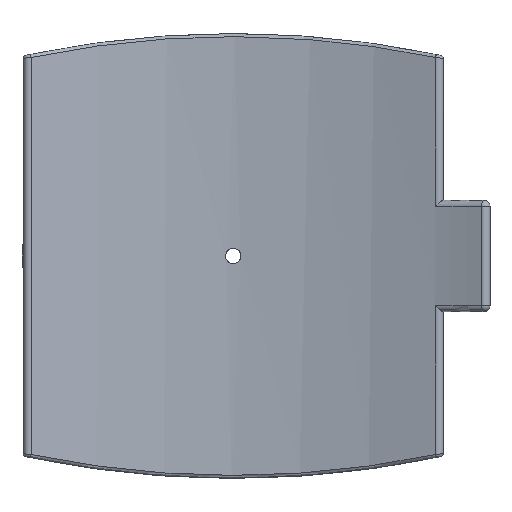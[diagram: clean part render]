
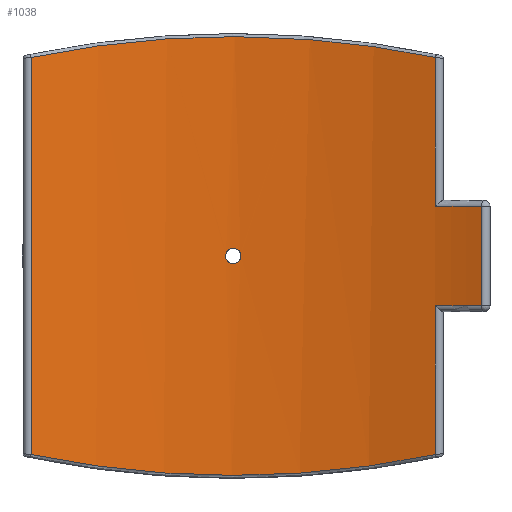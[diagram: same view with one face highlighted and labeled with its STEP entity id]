
A CAD part, front view. The second image highlights one B-rep face of the part: STEP entity #1038.
In plain terms, the highlighted cylindrical face has radius 400 mm (diameter 800 mm), a partial arc.
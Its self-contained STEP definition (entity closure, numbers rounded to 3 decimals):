
#71=CIRCLE('',#1122,400.);
#72=CIRCLE('',#1123,400.);
#140=LINE('',#2367,#170);
#141=LINE('',#2369,#171);
#142=LINE('',#2373,#172);
#143=LINE('',#2376,#173);
#170=VECTOR('',#1303,267.885);
#171=VECTOR('',#1304,100.442);
#172=VECTOR('',#1307,67.);
#173=VECTOR('',#1310,100.442);
#189=FACE_BOUND('',#336,.T.);
#256=FACE_OUTER_BOUND('',#335,.T.);
#335=EDGE_LOOP('',(#800,#801,#802,#803,#804,#805,#806,#807));
#336=EDGE_LOOP('',(#808));
#444=B_SPLINE_CURVE_WITH_KNOTS('',3,(#1929,#1930,#1931,#1932,#1933,#1934,
#1935),.UNSPECIFIED.,.F.,.F.,(4,1,1,1,4),(-28.16,-20.114,
-16.091,-8.046,0.),.UNSPECIFIED.);
#459=B_SPLINE_CURVE_WITH_KNOTS('',3,(#2304,#2305,#2306,#2307,#2308,#2309,
#2310),.UNSPECIFIED.,.F.,.F.,(4,1,1,1,4),(-28.16,-20.114,
-12.068,-8.046,0.),.UNSPECIFIED.);
#463=B_SPLINE_CURVE_WITH_KNOTS('',3,(#2378,#2379,#2380,#2381,#2382,#2383,
#2384,#2385,#2386,#2387,#2388,#2389,#2390,#2391,#2392,#2393,#2394,#2395,
#2396,#2397,#2398,#2399,#2400,#2401,#2402,#2403,#2404,#2405,#2406,#2407,
#2408,#2409,#2410,#2411),.UNSPECIFIED.,.T.,.F.,(4,2,2,2,2,2,2,2,2,2,2,2,
2,2,2,2,4),(0.,0.196,0.392,0.588,0.784,
0.979,1.175,1.371,1.567,1.763,
1.959,2.155,2.351,2.546,2.742,
2.938,3.134),.UNSPECIFIED.);
#488=VERTEX_POINT('',#1877);
#490=VERTEX_POINT('',#1927);
#506=VERTEX_POINT('',#2252);
#508=VERTEX_POINT('',#2302);
#511=VERTEX_POINT('',#2368);
#512=VERTEX_POINT('',#2370);
#513=VERTEX_POINT('',#2372);
#514=VERTEX_POINT('',#2374);
#515=VERTEX_POINT('',#2377);
#589=EDGE_CURVE('',#490,#488,#444,.T.);
#621=EDGE_CURVE('',#508,#506,#459,.T.);
#628=EDGE_CURVE('',#506,#490,#140,.T.);
#629=EDGE_CURVE('',#511,#508,#141,.T.);
#630=EDGE_CURVE('',#512,#511,#71,.T.);
#631=EDGE_CURVE('',#513,#512,#142,.T.);
#632=EDGE_CURVE('',#514,#513,#72,.T.);
#633=EDGE_CURVE('',#488,#514,#143,.T.);
#634=EDGE_CURVE('',#515,#515,#463,.T.);
#800=ORIENTED_EDGE('',*,*,#589,.F.);
#801=ORIENTED_EDGE('',*,*,#628,.F.);
#802=ORIENTED_EDGE('',*,*,#621,.F.);
#803=ORIENTED_EDGE('',*,*,#629,.F.);
#804=ORIENTED_EDGE('',*,*,#630,.F.);
#805=ORIENTED_EDGE('',*,*,#631,.F.);
#806=ORIENTED_EDGE('',*,*,#632,.F.);
#807=ORIENTED_EDGE('',*,*,#633,.F.);
#808=ORIENTED_EDGE('',*,*,#634,.T.);
#988=CYLINDRICAL_SURFACE('',#1121,400.);
#1038=ADVANCED_FACE('',(#256,#189),#988,.F.);
#1121=AXIS2_PLACEMENT_3D('',#2366,#1301,#1302);
#1122=AXIS2_PLACEMENT_3D('',#2371,#1305,#1306);
#1123=AXIS2_PLACEMENT_3D('',#2375,#1308,#1309);
#1301=DIRECTION('center_axis',(0.,0.,1.));
#1302=DIRECTION('ref_axis',(-1.,0.,0.));
#1303=DIRECTION('',(0.,0.,1.));
#1304=DIRECTION('',(0.,0.,-1.));
#1305=DIRECTION('center_axis',(0.,0.,1.));
#1306=DIRECTION('ref_axis',(0.394,0.919,0.));
#1307=DIRECTION('',(0.,0.,-1.));
#1308=DIRECTION('center_axis',(0.,0.,-1.));
#1309=DIRECTION('ref_axis',(0.394,0.919,0.));
#1310=DIRECTION('',(0.,0.,-1.));
#1877=CARTESIAN_POINT('',(136.386,376.03,133.942));
#1927=CARTESIAN_POINT('',(-136.386,376.03,133.942));
#1929=CARTESIAN_POINT('Ctrl Pts',(-136.386,376.03,133.942));
#1930=CARTESIAN_POINT('Ctrl Pts',(-111.763,384.961,139.072));
#1931=CARTESIAN_POINT('Ctrl Pts',(-73.151,394.83,144.91));
#1932=CARTESIAN_POINT('Ctrl Pts',(-6.772,401.507,148.903));
#1933=CARTESIAN_POINT('Ctrl Pts',(60.279,398.136,146.873));
#1934=CARTESIAN_POINT('Ctrl Pts',(111.763,384.961,139.072));
#1935=CARTESIAN_POINT('Ctrl Pts',(136.386,376.03,133.942));
#2252=CARTESIAN_POINT('',(-136.386,376.03,-133.942));
#2302=CARTESIAN_POINT('',(136.386,376.03,-133.942));
#2304=CARTESIAN_POINT('Ctrl Pts',(136.386,376.03,-133.942));
#2305=CARTESIAN_POINT('Ctrl Pts',(111.763,384.961,-139.072));
#2306=CARTESIAN_POINT('Ctrl Pts',(60.279,398.136,-146.873));
#2307=CARTESIAN_POINT('Ctrl Pts',(-6.772,401.507,-148.903));
#2308=CARTESIAN_POINT('Ctrl Pts',(-73.151,394.83,-144.91));
#2309=CARTESIAN_POINT('Ctrl Pts',(-111.763,384.961,-139.072));
#2310=CARTESIAN_POINT('Ctrl Pts',(-136.386,376.03,-133.942));
#2366=CARTESIAN_POINT('Origin',(0.,0.,0.));
#2367=CARTESIAN_POINT('',(-136.386,376.03,0.));
#2368=CARTESIAN_POINT('',(136.386,376.03,-33.5));
#2369=CARTESIAN_POINT('',(136.386,376.03,0.));
#2370=CARTESIAN_POINT('',(167.574,363.206,-33.5));
#2371=CARTESIAN_POINT('Origin',(0.,0.,-33.5));
#2372=CARTESIAN_POINT('',(167.574,363.206,33.5));
#2373=CARTESIAN_POINT('',(167.574,363.206,0.));
#2374=CARTESIAN_POINT('',(136.386,376.03,33.5));
#2375=CARTESIAN_POINT('Origin',(0.,0.,33.5));
#2376=CARTESIAN_POINT('',(136.386,376.03,0.));
#2377=CARTESIAN_POINT('',(5.2,399.966,0.));
#2378=CARTESIAN_POINT('Ctrl Pts',(5.2,399.966,0.));
#2379=CARTESIAN_POINT('Ctrl Pts',(5.2,399.966,-0.653));
#2380=CARTESIAN_POINT('Ctrl Pts',(5.07,399.968,-1.349));
#2381=CARTESIAN_POINT('Ctrl Pts',(4.539,399.974,-2.631));
#2382=CARTESIAN_POINT('Ctrl Pts',(4.139,399.979,-3.215));
#2383=CARTESIAN_POINT('Ctrl Pts',(3.215,399.987,-4.139));
#2384=CARTESIAN_POINT('Ctrl Pts',(2.631,399.992,-4.539));
#2385=CARTESIAN_POINT('Ctrl Pts',(1.349,399.998,-5.07));
#2386=CARTESIAN_POINT('Ctrl Pts',(0.653,400.,-5.2));
#2387=CARTESIAN_POINT('Ctrl Pts',(-0.653,400.,-5.2));
#2388=CARTESIAN_POINT('Ctrl Pts',(-1.349,399.998,-5.07));
#2389=CARTESIAN_POINT('Ctrl Pts',(-2.631,399.992,-4.539));
#2390=CARTESIAN_POINT('Ctrl Pts',(-3.215,399.987,-4.139));
#2391=CARTESIAN_POINT('Ctrl Pts',(-4.139,399.979,-3.215));
#2392=CARTESIAN_POINT('Ctrl Pts',(-4.539,399.974,-2.631));
#2393=CARTESIAN_POINT('Ctrl Pts',(-5.07,399.968,-1.349));
#2394=CARTESIAN_POINT('Ctrl Pts',(-5.2,399.966,-0.653));
#2395=CARTESIAN_POINT('Ctrl Pts',(-5.2,399.966,0.653));
#2396=CARTESIAN_POINT('Ctrl Pts',(-5.07,399.968,1.349));
#2397=CARTESIAN_POINT('Ctrl Pts',(-4.539,399.974,2.631));
#2398=CARTESIAN_POINT('Ctrl Pts',(-4.139,399.979,3.215));
#2399=CARTESIAN_POINT('Ctrl Pts',(-3.215,399.987,4.139));
#2400=CARTESIAN_POINT('Ctrl Pts',(-2.631,399.992,4.539));
#2401=CARTESIAN_POINT('Ctrl Pts',(-1.349,399.998,5.07));
#2402=CARTESIAN_POINT('Ctrl Pts',(-0.653,400.,5.2));
#2403=CARTESIAN_POINT('Ctrl Pts',(0.653,400.,5.2));
#2404=CARTESIAN_POINT('Ctrl Pts',(1.349,399.998,5.07));
#2405=CARTESIAN_POINT('Ctrl Pts',(2.631,399.992,4.539));
#2406=CARTESIAN_POINT('Ctrl Pts',(3.215,399.987,4.139));
#2407=CARTESIAN_POINT('Ctrl Pts',(4.139,399.979,3.215));
#2408=CARTESIAN_POINT('Ctrl Pts',(4.539,399.974,2.631));
#2409=CARTESIAN_POINT('Ctrl Pts',(5.07,399.968,1.349));
#2410=CARTESIAN_POINT('Ctrl Pts',(5.2,399.966,0.653));
#2411=CARTESIAN_POINT('Ctrl Pts',(5.2,399.966,0.));
